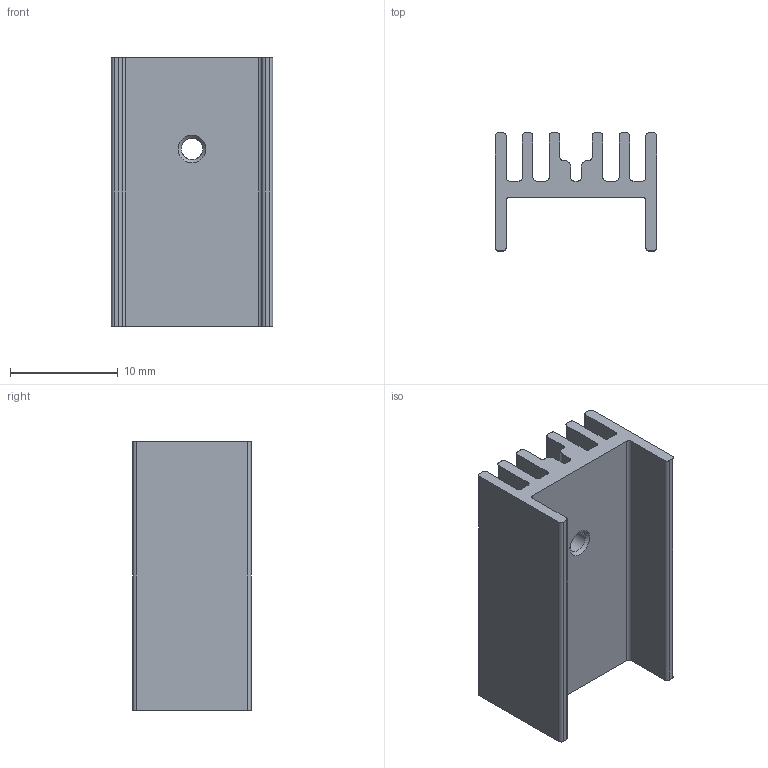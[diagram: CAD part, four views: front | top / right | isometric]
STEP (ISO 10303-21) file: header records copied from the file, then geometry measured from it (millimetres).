
FILE_DESCRIPTION(/* description */ (''),/* implementation_level */ '2;1');
FILE_NAME(/* name */ 'HeatsinkTO220NoScrew v1.step',/* time_stamp */ '2023-12-14T14:23:00+09:00',/* author */ (''),/* organization */ (''),/* preprocessor_version */ 'ST-DEVELOPER v20',/* originating_system */ 'Autodesk Translation Framework v12.14.0.127',/* authorisation */ '');
FILE_SCHEMA (('AUTOMOTIVE_DESIGN { 1 0 10303 214 3 1 1 }'));
Length unit declared in the file: millimetre
Products named in the file (2): HeatsinkTO220NoScrew; HeatSink
Assembly tree (1 placements, depth 2):
  HeatsinkTO220NoScrew
    HeatSink
Bounding box: 15 x 11 x 25 mm (x, y, z)
Volume: 1570.5 mm3; surface area: 2696.4 mm2
Topology: 1 solids, 1 shells, 73 faces, 215 edges, 143 vertices
Faces by surface type: plane 37, cylinder 35, cone 1
Full cylindrical faces by diameter (mm): 2 x1
Entity records: 2716 total; most frequent: CARTESIAN_POINT 651, ORIENTED_EDGE 430, DIRECTION 428, EDGE_CURVE 215, AXIS2_PLACEMENT_3D 144, VERTEX_POINT 143, LINE 140, VECTOR 140
